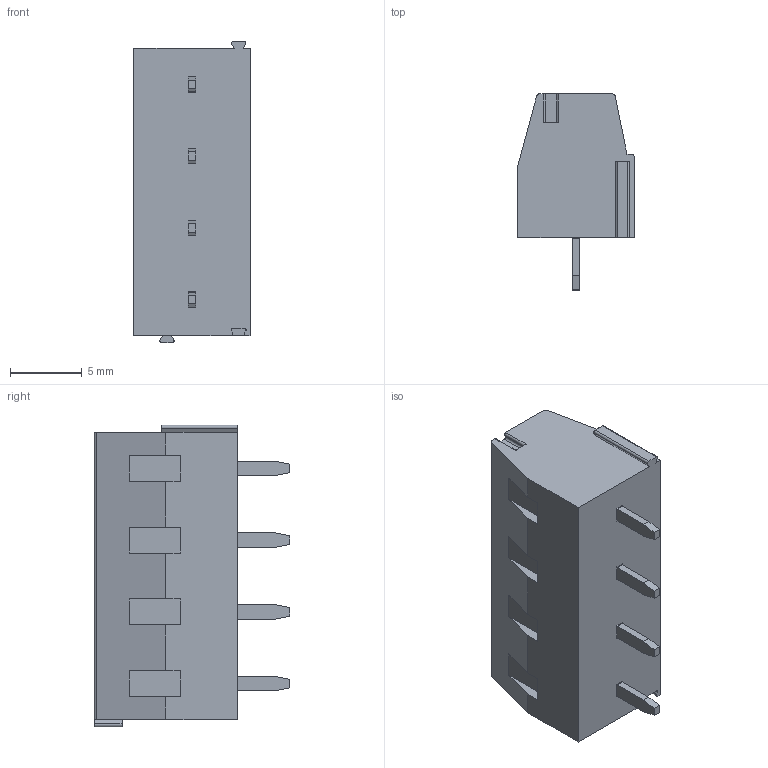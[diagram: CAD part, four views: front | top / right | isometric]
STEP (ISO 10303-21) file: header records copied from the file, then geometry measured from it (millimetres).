
FILE_DESCRIPTION((''),'2;1');
FILE_NAME('PRT0001','2025-04-02T',('sj'),(''),'PRO/ENGINEER BY PARAMETRIC TECHNOLOGY CORPORATION, 2013240','PRO/ENGINEER BY PARAMETRIC TECHNOLOGY CORPORATION, 2013240','');
FILE_SCHEMA(('AUTOMOTIVE_DESIGN_CC2 { 1 2 10303 214 -1 1 5 2 }'));
Length unit declared in the file: millimetre
Products named in the file (1): PRT0001
Bounding box: 8.1 x 13.65 x 21 mm (x, y, z)
Volume: 1344.9 mm3; surface area: 1156.9 mm2
Topology: 1 solids, 1 shells, 200 faces, 518 edges, 332 vertices
Faces by surface type: plane 129, cylinder 47, cone 24
Entity records: 6060 total; most frequent: CARTESIAN_POINT 1050, DIRECTION 1036, ORIENTED_EDGE 1036, EDGE_CURVE 518, VECTOR 400, LINE 400, VERTEX_POINT 332, AXIS2_PLACEMENT_3D 318
